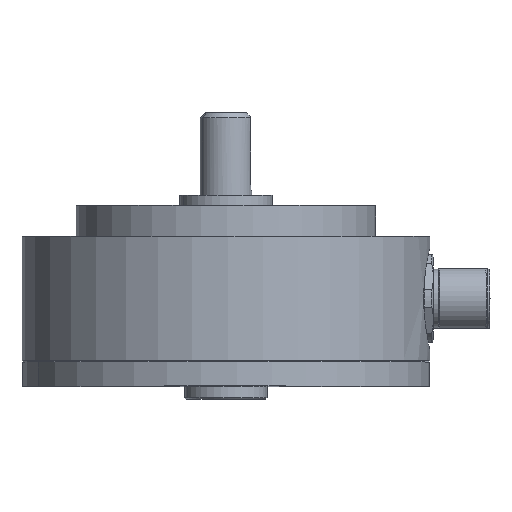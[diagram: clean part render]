
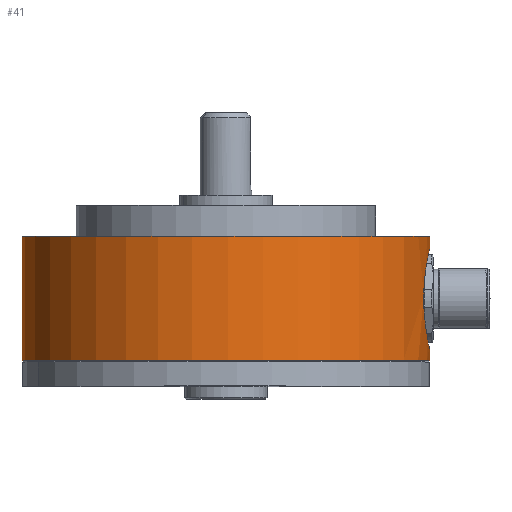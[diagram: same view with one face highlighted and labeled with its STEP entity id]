
A CAD part, top view. The second image highlights one B-rep face of the part: STEP entity #41.
In plain terms, the highlighted cylindrical face has radius 39.5 mm (diameter 79 mm), a partial arc.
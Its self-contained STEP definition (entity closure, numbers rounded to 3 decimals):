
#41 = ADVANCED_FACE ( 'NONE', ( #3719 ), #493, .T. ) ;
#66 = CARTESIAN_POINT ( 'NONE',  ( -37.964, -14.055, 3.461 ) ) ;
#259 = AXIS2_PLACEMENT_3D ( 'NONE', #3573, #9012, #4337 ) ;
#331 = CARTESIAN_POINT ( 'NONE',  ( 40.91, -11.415, 6.216 ) ) ;
#374 = CARTESIAN_POINT ( 'NONE',  ( 40.001, -5.594, 12.048 ) ) ;
#407 = CARTESIAN_POINT ( 'NONE',  ( 40.192, 3.231, 11.183 ) ) ;
#446 = CARTESIAN_POINT ( 'NONE',  ( 41.015, 7.814, 4.328 ) ) ;
#449 = ORIENTED_EDGE ( 'NONE', *, *, #9383, .T. ) ;
#493 = CYLINDRICAL_SURFACE ( 'NONE', #7055, 39.5 ) ;
#502 = VECTOR ( 'NONE', #2499, 1000. ) ;
#613 = VERTEX_POINT ( 'NONE', #8777 ) ;
#811 = CARTESIAN_POINT ( 'NONE',  ( 41.032, -14.055, 2.679 ) ) ;
#1235 = CARTESIAN_POINT ( 'NONE',  ( 41.032, -12.055, 2.679 ) ) ;
#1270 = CARTESIAN_POINT ( 'NONE',  ( 40.766, -10.73, 7.698 ) ) ;
#1304 = CARTESIAN_POINT ( 'NONE',  ( 39.929, -4.66, 12.35 ) ) ;
#1353 = CARTESIAN_POINT ( 'NONE',  ( 40.305, 4.032, 10.627 ) ) ;
#1372 = AXIS2_PLACEMENT_3D ( 'NONE', #2522, #8040, #3286 ) ;
#1398 = CARTESIAN_POINT ( 'NONE',  ( 41.035, 7.929, 3.341 ) ) ;
#1466 = CARTESIAN_POINT ( 'NONE',  ( -37.964, -14.055, 3.461 ) ) ;
#1883 = ORIENTED_EDGE ( 'NONE', *, *, #9426, .T. ) ;
#2133 = CARTESIAN_POINT ( 'NONE',  ( 40.62, -9.99, 8.778 ) ) ;
#2170 = CARTESIAN_POINT ( 'NONE',  ( 39.861, -3.369, 12.626 ) ) ;
#2206 = CARTESIAN_POINT ( 'NONE',  ( 40.424, 4.781, 9.991 ) ) ;
#2239 = CARTESIAN_POINT ( 'NONE',  ( 41.032, 7.945, 2.679 ) ) ;
#2363 = VERTEX_POINT ( 'NONE', #8276 ) ;
#2499 = DIRECTION ( 'NONE',  ( 0., 1., 0. ) ) ;
#2522 = CARTESIAN_POINT ( 'NONE',  ( 1.534, 9.945, 3.07 ) ) ;
#2921 = CARTESIAN_POINT ( 'NONE',  ( 40.504, -9.355, 9.526 ) ) ;
#2945 = CARTESIAN_POINT ( 'NONE',  ( 39.844, -1.409, 12.692 ) ) ;
#2973 = CARTESIAN_POINT ( 'NONE',  ( 40.621, 5.888, 8.793 ) ) ;
#3141 = CARTESIAN_POINT ( 'NONE',  ( 41.032, -14.055, 2.679 ) ) ;
#3286 = DIRECTION ( 'NONE',  ( -1., 0., 0.01 ) ) ;
#3566 = ORIENTED_EDGE ( 'NONE', *, *, #9593, .T. ) ;
#3573 = CARTESIAN_POINT ( 'NONE',  ( 1.534, -14.055, 3.07 ) ) ;
#3617 = CARTESIAN_POINT ( 'NONE',  ( 41.039, -12.055, 3.342 ) ) ;
#3664 = CARTESIAN_POINT ( 'NONE',  ( 40.306, -8.165, 10.63 ) ) ;
#3701 = CARTESIAN_POINT ( 'NONE',  ( 39.924, 0.541, 12.37 ) ) ;
#3719 = FACE_OUTER_BOUND ( 'NONE', #5381, .T. ) ;
#3738 = CARTESIAN_POINT ( 'NONE',  ( 40.763, 6.6, 7.702 ) ) ;
#3972 = LINE ( 'NONE', #3141, #5766 ) ;
#4337 = DIRECTION ( 'NONE',  ( -1., 0., 0.01 ) ) ;
#4385 = DIRECTION ( 'NONE',  ( 0., 1., 0. ) ) ;
#4399 = CARTESIAN_POINT ( 'NONE',  ( 40.99, -11.798, 4.956 ) ) ;
#4437 = CARTESIAN_POINT ( 'NONE',  ( 40.157, -7.064, 11.349 ) ) ;
#4469 = CARTESIAN_POINT ( 'NONE',  ( 40.057, 2.076, 11.802 ) ) ;
#4495 = CARTESIAN_POINT ( 'NONE',  ( 40.856, 7.052, 6.824 ) ) ;
#4521 = ORIENTED_EDGE ( 'NONE', *, *, #6776, .T. ) ;
#4773 = LINE ( 'NONE', #7228, #502 ) ;
#5140 = CARTESIAN_POINT ( 'NONE',  ( 40.934, -11.527, 5.904 ) ) ;
#5160 = CARTESIAN_POINT ( 'NONE',  ( 40.058, -6.195, 11.797 ) ) ;
#5185 = VERTEX_POINT ( 'NONE', #811 ) ;
#5191 = CARTESIAN_POINT ( 'NONE',  ( 40.157, 2.952, 11.35 ) ) ;
#5235 = CARTESIAN_POINT ( 'NONE',  ( 40.977, 7.619, 5.295 ) ) ;
#5236 = LINE ( 'NONE', #1466, #7203 ) ;
#5381 = EDGE_LOOP ( 'NONE', ( #4521, #449, #3566, #1883, #7892, #10119 ) ) ;
#5420 = CARTESIAN_POINT ( 'NONE',  ( 41.032, 9.945, 2.679 ) ) ;
#5606 = CARTESIAN_POINT ( 'NONE',  ( 41.032, -12.055, 2.679 ) ) ;
#5699 = B_SPLINE_CURVE_WITH_KNOTS ( 'NONE', 3,
 ( #1235, #3617, #9082, #4399, #9760, #5140, #331, #5987, #1270, #6817, #2133, #7641, #2921, #8389, #3664, #9110, #4437, #9781, #5160, #374, #6032, #1304, #6846, #2170, #7675, #2945, #8422, #3701, #9136, #4469, #9813, #5191, #407, #6077, #1353, #6877, #2206, #7721, #2973, #8450, #3738, #9174, #4495, #9845, #5235, #446, #6113, #1398, #6918, #2239 ),
 .UNSPECIFIED., .F., .F.,
 ( 4, 2, 2, 2, 2, 2, 2, 2, 2, 2, 2, 2, 2, 2, 2, 2, 2, 2, 2, 2, 2, 2, 2, 2, 4 ),
 ( 0., 0.002, 0.003, 0.004, 0.006, 0.007, 0.008, 0.01, 0.011, 0.012, 0.013, 0.014, 0.016, 0.018, 0.02, 0.021, 0.022, 0.023, 0.024, 0.025, 0.026, 0.027, 0.029, 0.03, 0.031 ),
 .UNSPECIFIED. ) ;
#5766 = VECTOR ( 'NONE', #9324, 1000. ) ;
#5987 = CARTESIAN_POINT ( 'NONE',  ( 40.83, -11.038, 7.124 ) ) ;
#6032 = CARTESIAN_POINT ( 'NONE',  ( 39.974, -5.288, 12.159 ) ) ;
#6076 = EDGE_CURVE ( 'NONE', #9733, #2363, #8147, .T. ) ;
#6077 = CARTESIAN_POINT ( 'NONE',  ( 40.267, 3.771, 10.821 ) ) ;
#6113 = CARTESIAN_POINT ( 'NONE',  ( 41.025, 7.863, 4. ) ) ;
#6292 = VERTEX_POINT ( 'NONE', #66 ) ;
#6560 = CARTESIAN_POINT ( 'NONE',  ( 1.534, -14.055, 3.07 ) ) ;
#6776 = EDGE_CURVE ( 'NONE', #6292, #5185, #8866, .T. ) ;
#6817 = CARTESIAN_POINT ( 'NONE',  ( 40.658, -10.186, 8.513 ) ) ;
#6846 = CARTESIAN_POINT ( 'NONE',  ( 39.909, -4.338, 12.432 ) ) ;
#6877 = CARTESIAN_POINT ( 'NONE',  ( 40.383, 4.537, 10.213 ) ) ;
#6918 = CARTESIAN_POINT ( 'NONE',  ( 41.035, 7.945, 3.011 ) ) ;
#6944 = EDGE_CURVE ( 'NONE', #6292, #2363, #5236, .T. ) ;
#6992 = DIRECTION ( 'NONE',  ( 0., 1., 0. ) ) ;
#7055 = AXIS2_PLACEMENT_3D ( 'NONE', #6560, #4385, #7634 ) ;
#7203 = VECTOR ( 'NONE', #6992, 1000. ) ;
#7228 = CARTESIAN_POINT ( 'NONE',  ( 41.032, -14.055, 2.679 ) ) ;
#7634 = DIRECTION ( 'NONE',  ( -1., 0., 0.01 ) ) ;
#7641 = CARTESIAN_POINT ( 'NONE',  ( 40.543, -9.574, 9.285 ) ) ;
#7675 = CARTESIAN_POINT ( 'NONE',  ( 39.845, -2.719, 12.691 ) ) ;
#7721 = CARTESIAN_POINT ( 'NONE',  ( 40.543, 5.476, 9.296 ) ) ;
#7892 = ORIENTED_EDGE ( 'NONE', *, *, #6076, .T. ) ;
#8040 = DIRECTION ( 'NONE',  ( 0., -1., 0. ) ) ;
#8147 = CIRCLE ( 'NONE', #1372, 39.5 ) ;
#8276 = CARTESIAN_POINT ( 'NONE',  ( -37.964, 9.945, 3.461 ) ) ;
#8389 = CARTESIAN_POINT ( 'NONE',  ( 40.385, -8.666, 10.216 ) ) ;
#8422 = CARTESIAN_POINT ( 'NONE',  ( 39.861, -0.743, 12.626 ) ) ;
#8450 = CARTESIAN_POINT ( 'NONE',  ( 40.728, 6.431, 7.982 ) ) ;
#8777 = CARTESIAN_POINT ( 'NONE',  ( 41.032, 7.945, 2.679 ) ) ;
#8866 = CIRCLE ( 'NONE', #259, 39.5 ) ;
#9012 = DIRECTION ( 'NONE',  ( 0., 1., 0. ) ) ;
#9082 = CARTESIAN_POINT ( 'NONE',  ( 41.028, -11.99, 3.994 ) ) ;
#9110 = CARTESIAN_POINT ( 'NONE',  ( 40.193, -7.346, 11.179 ) ) ;
#9136 = CARTESIAN_POINT ( 'NONE',  ( 39.97, 1.166, 12.18 ) ) ;
#9174 = CARTESIAN_POINT ( 'NONE',  ( 40.827, 6.911, 7.122 ) ) ;
#9324 = DIRECTION ( 'NONE',  ( 0., 1., 0. ) ) ;
#9383 = EDGE_CURVE ( 'NONE', #5185, #9980, #3972, .T. ) ;
#9426 = EDGE_CURVE ( 'NONE', #613, #9733, #4773, .T. ) ;
#9593 = EDGE_CURVE ( 'NONE', #9980, #613, #5699, .T. ) ;
#9733 = VERTEX_POINT ( 'NONE', #5420 ) ;
#9760 = CARTESIAN_POINT ( 'NONE',  ( 40.974, -11.718, 5.274 ) ) ;
#9781 = CARTESIAN_POINT ( 'NONE',  ( 40.09, -6.489, 11.658 ) ) ;
#9813 = CARTESIAN_POINT ( 'NONE',  ( 40.089, 2.375, 11.66 ) ) ;
#9845 = CARTESIAN_POINT ( 'NONE',  ( 40.936, 7.429, 5.918 ) ) ;
#9980 = VERTEX_POINT ( 'NONE', #5606 ) ;
#10119 = ORIENTED_EDGE ( 'NONE', *, *, #6944, .F. ) ;
